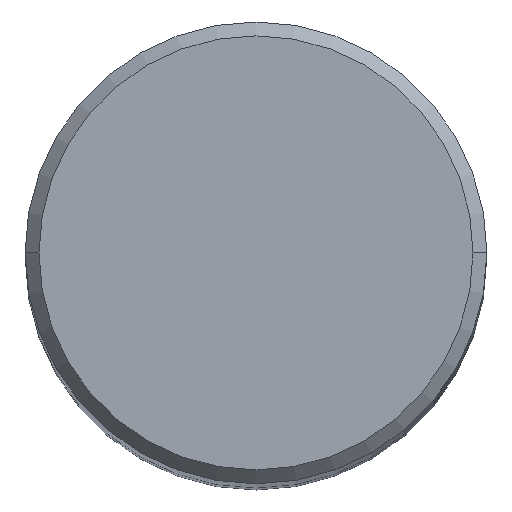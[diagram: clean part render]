
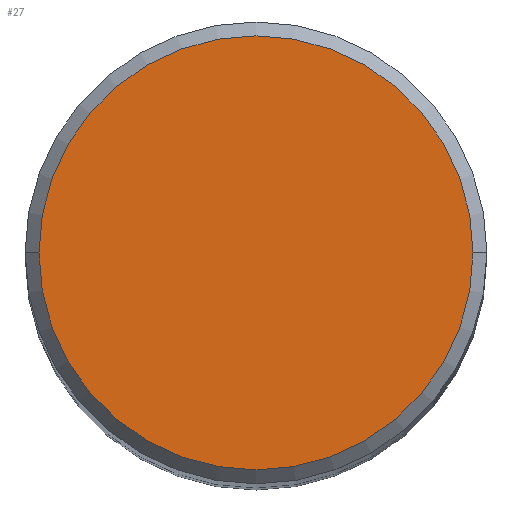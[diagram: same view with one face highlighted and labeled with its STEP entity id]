
A CAD part, top view. The second image highlights one B-rep face of the part: STEP entity #27.
In plain terms, the highlighted planar face has unit normal (0, 0, 1).
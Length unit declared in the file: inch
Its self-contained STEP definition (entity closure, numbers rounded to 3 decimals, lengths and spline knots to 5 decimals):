
#12 = DIRECTION ( 'NONE',  ( 0., 0., 1. ) ) ;
#13 = DIRECTION ( 'NONE',  ( 1., 0., 0. ) ) ;
#17 = AXIS2_PLACEMENT_3D ( 'NONE', #143, #56, #13 ) ;
#27 = ADVANCED_FACE ( 'NONE', ( #221 ), #265, .T. ) ;
#50 = DIRECTION ( 'NONE',  ( 1., 0., 0. ) ) ;
#56 = DIRECTION ( 'NONE',  ( 0., 0., 1. ) ) ;
#62 = EDGE_CURVE ( 'NONE', #127, #102, #67, .T. ) ;
#67 = CIRCLE ( 'NONE', #240, 0.235 ) ;
#102 = VERTEX_POINT ( 'NONE', #268 ) ;
#110 = ORIENTED_EDGE ( 'NONE', *, *, #62, .T. ) ;
#112 = EDGE_LOOP ( 'NONE', ( #110, #226 ) ) ;
#127 = VERTEX_POINT ( 'NONE', #201 ) ;
#143 = CARTESIAN_POINT ( 'NONE',  ( 0., 0., 4. ) ) ;
#146 = AXIS2_PLACEMENT_3D ( 'NONE', #228, #277, #230 ) ;
#172 = EDGE_CURVE ( 'NONE', #102, #127, #276, .T. ) ;
#196 = CARTESIAN_POINT ( 'NONE',  ( 0., 0., 4. ) ) ;
#201 = CARTESIAN_POINT ( 'NONE',  ( -0.235, 0., 4. ) ) ;
#221 = FACE_OUTER_BOUND ( 'NONE', #112, .T. ) ;
#226 = ORIENTED_EDGE ( 'NONE', *, *, #172, .T. ) ;
#228 = CARTESIAN_POINT ( 'NONE',  ( 0., 0., 4. ) ) ;
#230 = DIRECTION ( 'NONE',  ( 1., 0., 0. ) ) ;
#240 = AXIS2_PLACEMENT_3D ( 'NONE', #196, #12, #50 ) ;
#265 = PLANE ( 'NONE',  #17 ) ;
#268 = CARTESIAN_POINT ( 'NONE',  ( 0.235, 0., 4. ) ) ;
#276 = CIRCLE ( 'NONE', #146, 0.235 ) ;
#277 = DIRECTION ( 'NONE',  ( 0., 0., 1. ) ) ;
